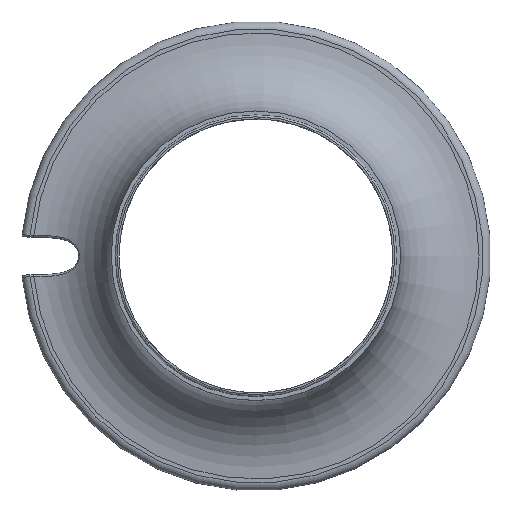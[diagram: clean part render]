
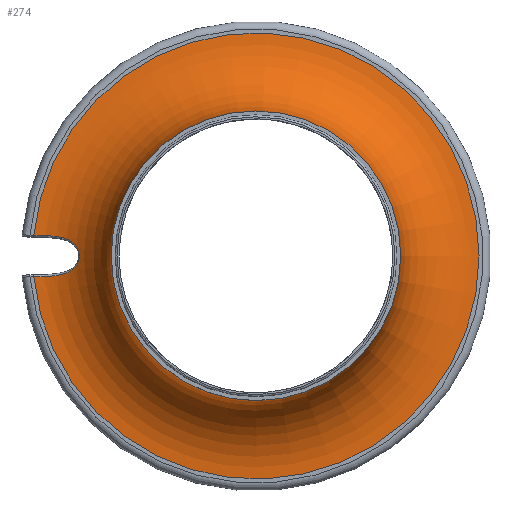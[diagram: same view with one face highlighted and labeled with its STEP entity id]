
A CAD part, top view. The second image highlights one B-rep face of the part: STEP entity #274.
In plain terms, the highlighted toroidal (fillet/blend) face has major radius 57 mm and minor radius 20 mm.
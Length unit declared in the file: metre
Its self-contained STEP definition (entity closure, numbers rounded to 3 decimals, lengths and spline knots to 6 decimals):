
#41=B_SPLINE_CURVE_WITH_KNOTS('',3,(#419,#420,#421,#422,#423,#424,#425,
#426,#427,#428,#429,#430,#431,#432,#433),.UNSPECIFIED.,.F.,.F.,(4,1,1,1,
1,1,1,1,1,1,1,1,4),(0.,0.003706,0.007412,0.009265,
0.011119,0.012972,0.014825,0.016678,
0.018531,0.020384,0.022237,0.025943,
0.029649),.UNSPECIFIED.);
#55=ORIENTED_EDGE('',*,*,#133,.F.);
#56=ORIENTED_EDGE('',*,*,#134,.T.);
#57=ORIENTED_EDGE('',*,*,#135,.F.);
#133=EDGE_CURVE('',#172,#173,#198,.F.);
#134=EDGE_CURVE('',#172,#173,#41,.T.);
#135=EDGE_CURVE('',#174,#174,#199,.T.);
#172=VERTEX_POINT('',#417);
#173=VERTEX_POINT('',#418);
#174=VERTEX_POINT('',#435);
#198=CIRCLE('',#308,0.057);
#199=CIRCLE('',#309,0.037);
#217=EDGE_LOOP('',(#55,#56));
#218=EDGE_LOOP('',(#57));
#244=FACE_BOUND('',#217,.T.);
#245=FACE_BOUND('',#218,.T.);
#271=TOROIDAL_SURFACE('',#307,0.057,0.02);
#274=ADVANCED_FACE('',(#244,#245),#271,.F.);
#307=AXIS2_PLACEMENT_3D('',#415,#342,#343);
#308=AXIS2_PLACEMENT_3D('',#416,#344,#345);
#309=AXIS2_PLACEMENT_3D('',#434,#346,#347);
#342=DIRECTION('',(0.,0.,1.));
#343=DIRECTION('',(1.,0.,0.));
#344=DIRECTION('',(0.,0.,1.));
#345=DIRECTION('',(1.,0.,0.));
#346=DIRECTION('',(0.,0.,1.));
#347=DIRECTION('',(1.,0.,0.));
#415=CARTESIAN_POINT('',(0.,0.,0.02));
#416=CARTESIAN_POINT('',(0.,0.,0.));
#417=CARTESIAN_POINT('',(-0.056754,0.005292,0.));
#418=CARTESIAN_POINT('',(-0.056754,-0.005292,0.));
#419=CARTESIAN_POINT('',(-0.056754,0.005292,0.));
#420=CARTESIAN_POINT('',(-0.055505,0.005294,0.));
#421=CARTESIAN_POINT('',(-0.053046,0.005241,0.000227));
#422=CARTESIAN_POINT('',(-0.050045,0.004909,0.00109));
#423=CARTESIAN_POINT('',(-0.047861,0.004189,0.002088));
#424=CARTESIAN_POINT('',(-0.046433,0.003287,0.002925));
#425=CARTESIAN_POINT('',(-0.04539,0.001869,0.003685));
#426=CARTESIAN_POINT('',(-0.045001,0.000002,0.004012));
#427=CARTESIAN_POINT('',(-0.045393,-0.001878,0.003683));
#428=CARTESIAN_POINT('',(-0.046437,-0.00329,0.002922));
#429=CARTESIAN_POINT('',(-0.047866,-0.004192,0.002085));
#430=CARTESIAN_POINT('',(-0.050051,-0.004909,0.001088));
#431=CARTESIAN_POINT('',(-0.053028,-0.00524,0.00023));
#432=CARTESIAN_POINT('',(-0.055507,-0.005294,0.));
#433=CARTESIAN_POINT('',(-0.056754,-0.005292,0.));
#434=CARTESIAN_POINT('',(0.,0.,0.02));
#435=CARTESIAN_POINT('',(0.037,0.,0.02));
